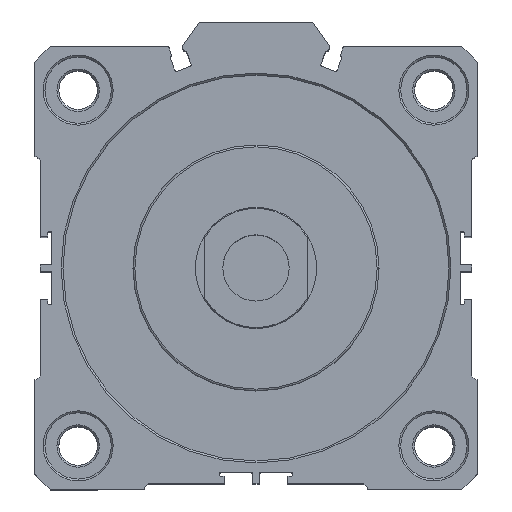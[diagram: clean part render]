
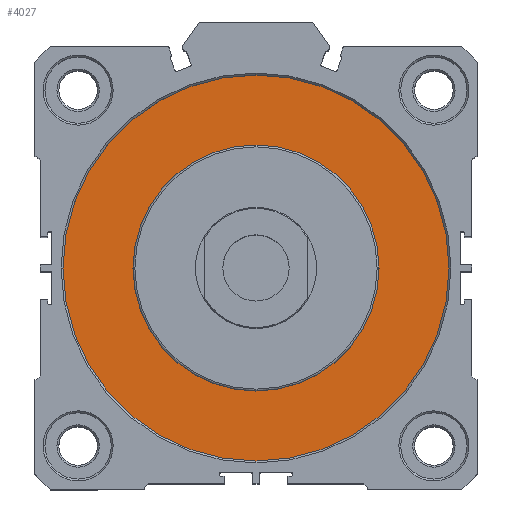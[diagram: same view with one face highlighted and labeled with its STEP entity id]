
A CAD part, top view. The second image highlights one B-rep face of the part: STEP entity #4027.
In plain terms, the highlighted planar face has unit normal (0, 0, 1).
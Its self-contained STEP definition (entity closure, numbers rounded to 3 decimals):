
#149 = FACE_OUTER_BOUND ( 'NONE', #6218, .T. ) ;
#876 = DIRECTION ( 'NONE',  ( 0., 0., 1. ) ) ;
#915 = ORIENTED_EDGE ( 'NONE', *, *, #7837, .F. ) ;
#926 = EDGE_LOOP ( 'NONE', ( #915, #2758 ) ) ;
#1131 = VERTEX_POINT ( 'NONE', #6788 ) ;
#1251 = FACE_BOUND ( 'NONE', #926, .T. ) ;
#1323 = PLANE ( 'NONE',  #3580 ) ;
#1939 = CARTESIAN_POINT ( 'NONE',  ( 0., 0., 36. ) ) ;
#2046 = CIRCLE ( 'NONE', #7970, 32.5 ) ;
#2251 = CARTESIAN_POINT ( 'NONE',  ( 0., 0., 36. ) ) ;
#2294 = VERTEX_POINT ( 'NONE', #4625 ) ;
#2580 = DIRECTION ( 'NONE',  ( 0., 0., 1. ) ) ;
#2604 = DIRECTION ( 'NONE',  ( 0., 0., 1. ) ) ;
#2758 = ORIENTED_EDGE ( 'NONE', *, *, #4374, .F. ) ;
#2762 = CARTESIAN_POINT ( 'NONE',  ( 0., 0., 36. ) ) ;
#2895 = DIRECTION ( 'NONE',  ( 1., 0., 0. ) ) ;
#2942 = CIRCLE ( 'NONE', #3994, 51. ) ;
#3405 = DIRECTION ( 'NONE',  ( 1., 0., 0. ) ) ;
#3580 = AXIS2_PLACEMENT_3D ( 'NONE', #1939, #2580, #7050 ) ;
#3994 = AXIS2_PLACEMENT_3D ( 'NONE', #6439, #2604, #7076 ) ;
#4027 = ADVANCED_FACE ( 'NONE', ( #1251, #149 ), #1323, .T. ) ;
#4054 = EDGE_CURVE ( 'NONE', #4103, #1131, #2942, .T. ) ;
#4103 = VERTEX_POINT ( 'NONE', #6495 ) ;
#4128 = CIRCLE ( 'NONE', #7265, 32.5 ) ;
#4174 = CARTESIAN_POINT ( 'NONE',  ( -32.5, 0., 36. ) ) ;
#4374 = EDGE_CURVE ( 'NONE', #2294, #7275, #4128, .T. ) ;
#4542 = AXIS2_PLACEMENT_3D ( 'NONE', #4670, #876, #5322 ) ;
#4625 = CARTESIAN_POINT ( 'NONE',  ( 32.5, 0., 36. ) ) ;
#4670 = CARTESIAN_POINT ( 'NONE',  ( 0., 0., 36. ) ) ;
#5322 = DIRECTION ( 'NONE',  ( 1., 0., 0. ) ) ;
#6218 = EDGE_LOOP ( 'NONE', ( #8075, #8171 ) ) ;
#6283 = CIRCLE ( 'NONE', #4542, 51. ) ;
#6439 = CARTESIAN_POINT ( 'NONE',  ( 0., 0., 36. ) ) ;
#6495 = CARTESIAN_POINT ( 'NONE',  ( 51., 0., 36. ) ) ;
#6729 = DIRECTION ( 'NONE',  ( 0., 0., 1. ) ) ;
#6788 = CARTESIAN_POINT ( 'NONE',  ( -51., 0., 36. ) ) ;
#7050 = DIRECTION ( 'NONE',  ( 1., 0., 0. ) ) ;
#7076 = DIRECTION ( 'NONE',  ( 1., 0., 0. ) ) ;
#7240 = DIRECTION ( 'NONE',  ( 0., 0., 1. ) ) ;
#7265 = AXIS2_PLACEMENT_3D ( 'NONE', #2762, #7240, #3405 ) ;
#7275 = VERTEX_POINT ( 'NONE', #4174 ) ;
#7697 = EDGE_CURVE ( 'NONE', #1131, #4103, #6283, .T. ) ;
#7837 = EDGE_CURVE ( 'NONE', #7275, #2294, #2046, .T. ) ;
#7970 = AXIS2_PLACEMENT_3D ( 'NONE', #2251, #6729, #2895 ) ;
#8075 = ORIENTED_EDGE ( 'NONE', *, *, #4054, .T. ) ;
#8171 = ORIENTED_EDGE ( 'NONE', *, *, #7697, .T. ) ;
